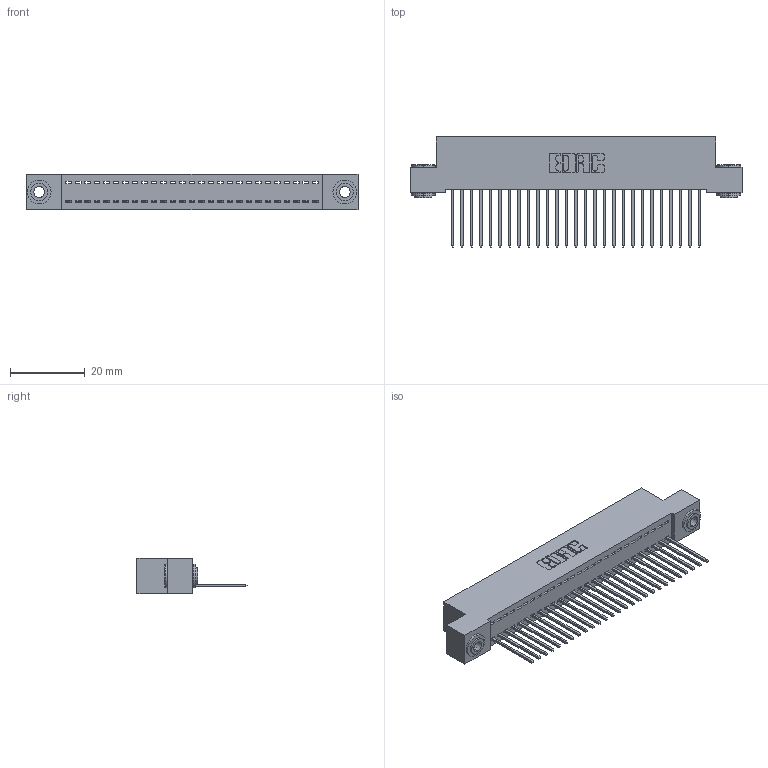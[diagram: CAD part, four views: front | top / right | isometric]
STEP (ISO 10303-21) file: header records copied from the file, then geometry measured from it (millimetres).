
FILE_DESCRIPTION (( 'STEP AP203' ), '1' );
FILE_NAME ('392-027-540-103.STEP', '2019-10-07T11:53:09', ( '' ), ( '' ), 'SwSTEP 2.0', 'SolidWorks 2016', '' );
FILE_SCHEMA (( 'CONFIG_CONTROL_DESIGN' ));
Length unit declared in the file: inch
Products named in the file (4): 342 Part_.156 TH; 345-292-001_345-293-140; 342-250-002_345-250-002-102; 392-027-540-103
Assembly tree (30 placements, depth 2):
  392-027-540-103
    342 Part_.156 TH
    345-292-001_345-293-140  x27
    342-250-002_345-250-002-102  x2
Bounding box: 88.9 x 29.47 x 9.4 mm (x, y, z)
Volume: 7798.9 mm3; surface area: 11651.2 mm2
Topology: 30 solids, 30 shells, 1714 faces, 5127 edges, 3378 vertices
Faces by surface type: plane 1210, cylinder 496, cone 8
Entity records: 18982 total; most frequent: CARTESIAN_POINT 3254, ORIENTED_EDGE 3210, DIRECTION 2809, EDGE_CURVE 1605, LINE 1453, VECTOR 1453, VERTEX_POINT 1066, AXIS2_PLACEMENT_3D 678
